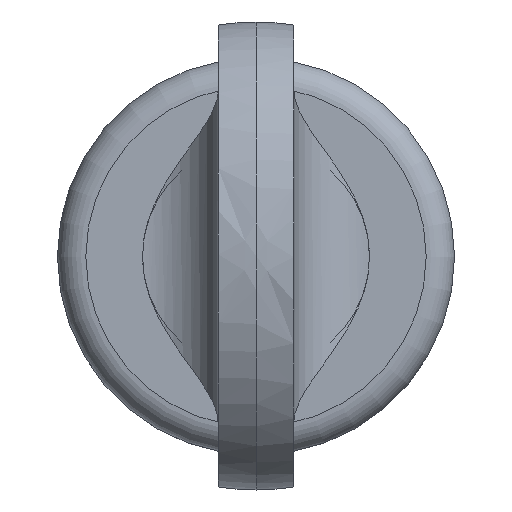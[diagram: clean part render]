
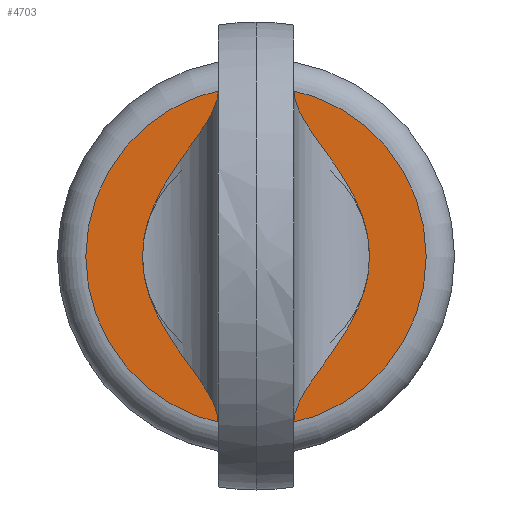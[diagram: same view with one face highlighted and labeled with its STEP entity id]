
A CAD part, top view. The second image highlights one B-rep face of the part: STEP entity #4703.
In plain terms, the highlighted planar face has unit normal (0, 0, 1).
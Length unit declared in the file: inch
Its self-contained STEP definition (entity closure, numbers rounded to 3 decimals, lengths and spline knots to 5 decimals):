
#227 = AXIS2_PLACEMENT_3D ( 'NONE', #4577, #7753, #2923 ) ;
#421 = DIRECTION ( 'NONE',  ( 0., 0., 1. ) ) ;
#599 = EDGE_LOOP ( 'NONE', ( #8771, #1325 ) ) ;
#1218 = CARTESIAN_POINT ( 'NONE',  ( 0., 0., 0.0625 ) ) ;
#1296 = CARTESIAN_POINT ( 'NONE',  ( -0.125, 0., 0.0625 ) ) ;
#1325 = ORIENTED_EDGE ( 'NONE', *, *, #2223, .F. ) ;
#1373 = FACE_OUTER_BOUND ( 'NONE', #8669, .T. ) ;
#1555 = AXIS2_PLACEMENT_3D ( 'NONE', #5026, #4256, #8309 ) ;
#1571 = VERTEX_POINT ( 'NONE', #1296 ) ;
#1676 = EDGE_CURVE ( 'NONE', #3549, #9279, #3372, .T. ) ;
#1680 = CARTESIAN_POINT ( 'NONE',  ( 0., -0.1875, 0.0625 ) ) ;
#1960 = DIRECTION ( 'NONE',  ( 0., 1., 0. ) ) ;
#2223 = EDGE_CURVE ( 'NONE', #10273, #1571, #8670, .T. ) ;
#2923 = DIRECTION ( 'NONE',  ( 0., 1., 0. ) ) ;
#3372 = CIRCLE ( 'NONE', #4595, 0.1875 ) ;
#3543 = CARTESIAN_POINT ( 'NONE',  ( 0., 0.1875, 0.0625 ) ) ;
#3549 = VERTEX_POINT ( 'NONE', #1680 ) ;
#3838 = AXIS2_PLACEMENT_3D ( 'NONE', #1218, #421, #1960 ) ;
#4070 = CIRCLE ( 'NONE', #1555, 0.1875 ) ;
#4256 = DIRECTION ( 'NONE',  ( 0., 0., 1. ) ) ;
#4560 = EDGE_CURVE ( 'NONE', #1571, #10273, #10212, .T. ) ;
#4577 = CARTESIAN_POINT ( 'NONE',  ( 0., 0.1875, 0.0625 ) ) ;
#4595 = AXIS2_PLACEMENT_3D ( 'NONE', #9599, #6372, #8034 ) ;
#4703 = ADVANCED_FACE ( 'NONE', ( #1373, #8895 ), #9166, .F. ) ;
#5026 = CARTESIAN_POINT ( 'NONE',  ( 0., 0., 0.0625 ) ) ;
#5064 = CARTESIAN_POINT ( 'NONE',  ( 0., 0., 0.0625 ) ) ;
#5145 = AXIS2_PLACEMENT_3D ( 'NONE', #5064, #5841, #6554 ) ;
#5841 = DIRECTION ( 'NONE',  ( 0., 0., 1. ) ) ;
#6372 = DIRECTION ( 'NONE',  ( 0., 0., 1. ) ) ;
#6554 = DIRECTION ( 'NONE',  ( 0., 1., 0. ) ) ;
#7753 = DIRECTION ( 'NONE',  ( 0., 0., -1. ) ) ;
#7882 = ORIENTED_EDGE ( 'NONE', *, *, #1676, .T. ) ;
#8034 = DIRECTION ( 'NONE',  ( 0., -1., 0. ) ) ;
#8309 = DIRECTION ( 'NONE',  ( 0., -1., 0. ) ) ;
#8669 = EDGE_LOOP ( 'NONE', ( #7882, #9136 ) ) ;
#8670 = CIRCLE ( 'NONE', #3838, 0.125 ) ;
#8675 = EDGE_CURVE ( 'NONE', #9279, #3549, #4070, .T. ) ;
#8771 = ORIENTED_EDGE ( 'NONE', *, *, #4560, .F. ) ;
#8895 = FACE_BOUND ( 'NONE', #599, .T. ) ;
#9136 = ORIENTED_EDGE ( 'NONE', *, *, #8675, .T. ) ;
#9166 = PLANE ( 'NONE',  #227 ) ;
#9279 = VERTEX_POINT ( 'NONE', #3543 ) ;
#9599 = CARTESIAN_POINT ( 'NONE',  ( 0., 0., 0.0625 ) ) ;
#9714 = CARTESIAN_POINT ( 'NONE',  ( 0.125, 0., 0.0625 ) ) ;
#10212 = CIRCLE ( 'NONE', #5145, 0.125 ) ;
#10273 = VERTEX_POINT ( 'NONE', #9714 ) ;
